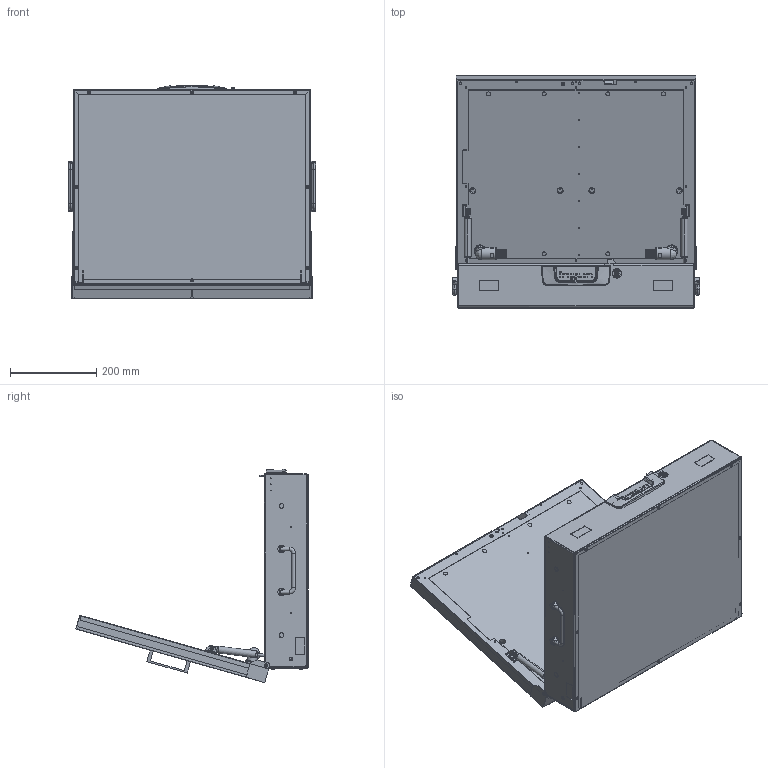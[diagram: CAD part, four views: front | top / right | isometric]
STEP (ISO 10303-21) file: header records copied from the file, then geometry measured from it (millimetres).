
FILE_DESCRIPTION (( 'STEP AP214' ), '1' );
FILE_NAME ('INGUN_114630_open.STEP', '2024-02-06T14:30:16', ( '' ), ( '' ), 'SwSTEP 2.0', 'SolidWorks 2021', '' );
FILE_SCHEMA (( 'AUTOMOTIVE_DESIGN' ));
Length unit declared in the file: millimetre
Products named in the file (47): 114101~0_S; 112079~7_S; Gewindebuchse~n_M04-07,5 offen; 115289~0_S; DIN912~n_M04,0x012; 32171~0_S; 112176~0_S; 112992~2_S; 114554~0_Kunde<S>; 11655~0; 113687~0_S; 115769~0_S; 112026~0_Mitte<S>; ISO7380~n_M04,0x008; 111995~2_S; 49317~0; ISO7380~n_M03,0x005; 114098~1_S; 113614~0; 114094~1_S; 114196~0; 113615~0_S; 11657~0; 114196_004~0_S; 19420~3; 114196_002~0; 100974~1_KUNDE<S>; 31788~1_ausgefahren<Standard>; 112094~1_S; 114097~2_KUNDE<S>; 114196_003~0; 112093~1; DIN125~n_04,3 M04,0; INGUN_114630_open; 112087~2_S; K_02038~0; 114196_001~0; 112025~2_S; K_02037~0_Standard ohne Dyn Punkt<Standard>; 112024~0_S ...
Assembly tree (85 placements, depth 5):
  INGUN_114630_open
    113687~0_S
      113686~0_S
      32171~0_S
      112992~2_S  x2
      49317~0  x2
      114196~0  x2
        114196_001~0
        114196_002~0
        114196_003~0
        114196_004~0_S
      DIN912~n_M04,0x012
      112024~0_S
      112025~2_S
      DIN125~n_04,3 M04,0
      DIN985-A2~n_M04,0
      112026~0_Mitte<S>
      ISO7380~n_M03,0x005
      114364~0_S
    114097~2_KUNDE<S>
      115769~0_S
        114098~1_S
        Gewindebuchse~n_M04-07,5 offen  x8
      114094~1_S  x2
      114554~0_Kunde<S>  x2
        100974~1_KUNDE<S>
        100974~1_KUNDE<S>
      112079~7_S
      114101~0_S
      1607~1  x4
      112176~0_S  x2
        112087~2_S
          111995~2_S
          115289~0_S
        49317~0
      19420~3  x2
      11657~0  x2
      11655~0  x2
    31788~1_ausgefahren<Standard>
      K_02037~0_Standard ohne Dyn Punkt<Standard>
      K_02038~0
    31788~1_flexibel<Standard>
      K_02037~0_Standard ohne Dyn Punkt<Standard>
      K_02038~0
    112094~1_S
      112093~1
      DIN7991~n_M03,0x006  x8
    113615~0_S
      113614~0
      DIN125~n_04,3 M04,0  x4
      ISO7380~n_M04,0x008  x4
Bounding box: 574 x 539.45 x 495.04 mm (x, y, z)
Volume: 5487633.1 mm3; surface area: 2593545.7 mm2
Topology: 84 solids, 84 shells, 4041 faces, 9817 edges, 6295 vertices
Faces by surface type: plane 2136, cylinder 1460, cone 230, bspline 111, torus 104
Entity records: 77043 total; most frequent: CARTESIAN_POINT 24757, DIRECTION 10607, ORIENTED_EDGE 10042, EDGE_CURVE 5021, AXIS2_PLACEMENT_3D 3939, VERTEX_POINT 3211, VECTOR 2729, LINE 2729
